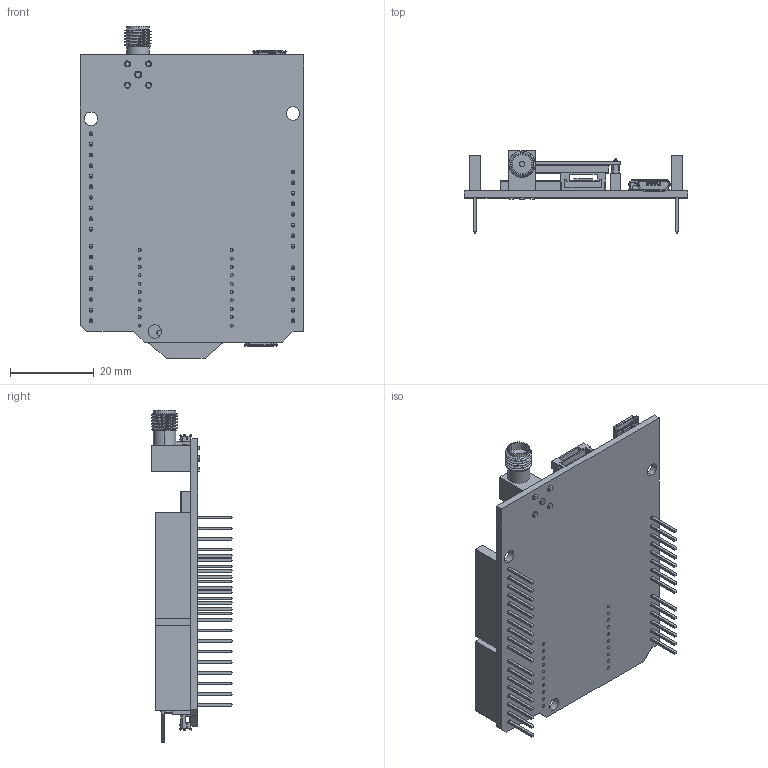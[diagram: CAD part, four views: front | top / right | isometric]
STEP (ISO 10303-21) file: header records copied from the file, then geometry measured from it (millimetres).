
FILE_DESCRIPTION (( 'STEP AP214' ), '1' );
FILE_NAME ('simpleRTK2B.STEP', '2018-10-09T14:50:00', ( '' ), ( '' ), 'SwSTEP 2.0', 'SolidWorks 2016', '' );
FILE_SCHEMA (( 'AUTOMOTIVE_DESIGN' ));
Length unit declared in the file: inch
Products named in the file (12): simpleRTK2B_PCB; 8_port_header; User Library-XBee-Chip_XBee-Chip_1; User Library-XBee-Chip_XBee-10pin-male_1; GNSS_SMA; User Library-XBee-Chip; Pixhawk_connector; 6_port_header; simpleRTK2B; 10_port_header; ZED-F9P; micro_usb
Assembly tree (14 placements, depth 3):
  simpleRTK2B
    simpleRTK2B_PCB
    micro_usb  x2
    Pixhawk_connector
    GNSS_SMA
    User Library-XBee-Chip
      User Library-XBee-Chip_XBee-10pin-male_1  x2
      User Library-XBee-Chip_XBee-Chip_1
    ZED-F9P
    10_port_header
    6_port_header
    8_port_header  x2
Bounding box: 53.34 x 19.5 x 79.3 mm (x, y, z)
Volume: 11054.9 mm3; surface area: 15963.3 mm2
Topology: 13 solids, 13 shells, 2153 faces, 5600 edges, 3549 vertices
Faces by surface type: plane 1655, cylinder 442, bspline 42, sphere 8, cone 6
Entity records: 56945 total; most frequent: CARTESIAN_POINT 9001, ORIENTED_EDGE 7352, DIRECTION 7032, EDGE_CURVE 3676, LINE 2936, VECTOR 2936, VERTEX_POINT 2351, AXIS2_PLACEMENT_3D 2048
